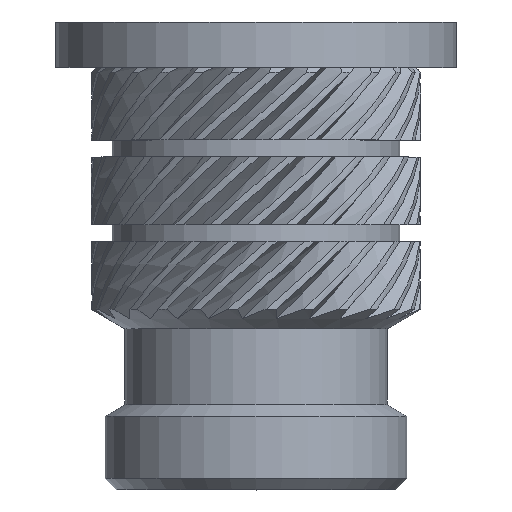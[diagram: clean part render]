
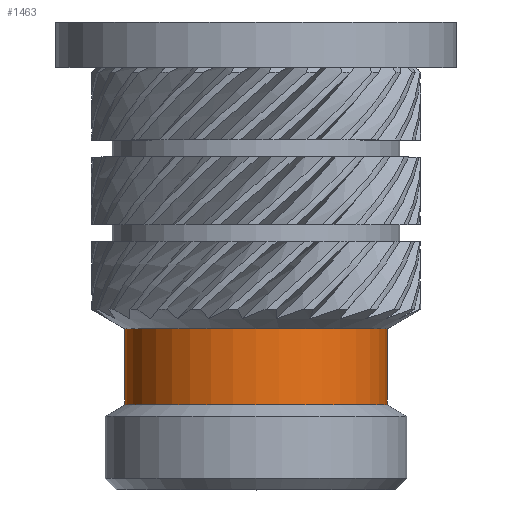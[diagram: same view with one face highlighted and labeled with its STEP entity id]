
A CAD part, top view. The second image highlights one B-rep face of the part: STEP entity #1463.
In plain terms, the highlighted cylindrical face has radius 1.767 mm (diameter 3.534 mm), a partial arc.
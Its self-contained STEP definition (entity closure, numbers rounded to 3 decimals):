
#123 = DIRECTION ( 'NONE',  ( 0., 1., 0. ) ) ;
#215 = CARTESIAN_POINT ( 'NONE',  ( -1.767, -2.273, 0. ) ) ;
#1463 = ADVANCED_FACE ( 'NONE', ( #5952 ), #13360, .T. ) ;
#1505 = EDGE_CURVE ( 'NONE', #1556, #16744, #17785, .T. ) ;
#1556 = VERTEX_POINT ( 'NONE', #5549 ) ;
#3188 = VECTOR ( 'NONE', #123, 1000. ) ;
#3380 = AXIS2_PLACEMENT_3D ( 'NONE', #6261, #6240, #6215 ) ;
#3452 = ORIENTED_EDGE ( 'NONE', *, *, #18807, .T. ) ;
#3600 = DIRECTION ( 'NONE',  ( 0., 1., 0. ) ) ;
#3619 = LINE ( 'NONE', #12438, #11483 ) ;
#3744 = DIRECTION ( 'NONE',  ( 0., 1., 0. ) ) ;
#4143 = ORIENTED_EDGE ( 'NONE', *, *, #17856, .T. ) ;
#5063 = VERTEX_POINT ( 'NONE', #215 ) ;
#5549 = CARTESIAN_POINT ( 'NONE',  ( -1.767, -1.246, 0. ) ) ;
#5952 = FACE_OUTER_BOUND ( 'NONE', #16093, .T. ) ;
#6215 = DIRECTION ( 'NONE',  ( -1., 0., 0. ) ) ;
#6240 = DIRECTION ( 'NONE',  ( 0., 1., 0. ) ) ;
#6261 = CARTESIAN_POINT ( 'NONE',  ( 0., -1.246, 0. ) ) ;
#6688 = CARTESIAN_POINT ( 'NONE',  ( 0., 3.839, 0. ) ) ;
#7101 = CARTESIAN_POINT ( 'NONE',  ( 1.767, -1.246, 0. ) ) ;
#7912 = DIRECTION ( 'NONE',  ( 0., 1., 0. ) ) ;
#8029 = DIRECTION ( 'NONE',  ( -1., 0., 0. ) ) ;
#9395 = CIRCLE ( 'NONE', #13403, 1.767 ) ;
#11017 = LINE ( 'NONE', #17850, #3188 ) ;
#11290 = AXIS2_PLACEMENT_3D ( 'NONE', #6688, #7912, #8029 ) ;
#11483 = VECTOR ( 'NONE', #3600, 1000. ) ;
#12438 = CARTESIAN_POINT ( 'NONE',  ( 1.767, 3.839, 0. ) ) ;
#12586 = CARTESIAN_POINT ( 'NONE',  ( 0., -2.273, 0. ) ) ;
#13360 = CYLINDRICAL_SURFACE ( 'NONE', #11290, 1.767 ) ;
#13403 = AXIS2_PLACEMENT_3D ( 'NONE', #12586, #3744, #14109 ) ;
#14109 = DIRECTION ( 'NONE',  ( -1., 0., 0. ) ) ;
#16034 = ORIENTED_EDGE ( 'NONE', *, *, #16835, .F. ) ;
#16093 = EDGE_LOOP ( 'NONE', ( #3452, #4143, #17383, #16034 ) ) ;
#16672 = VERTEX_POINT ( 'NONE', #17063 ) ;
#16744 = VERTEX_POINT ( 'NONE', #7101 ) ;
#16835 = EDGE_CURVE ( 'NONE', #5063, #1556, #11017, .T. ) ;
#17063 = CARTESIAN_POINT ( 'NONE',  ( 1.767, -2.273, 0. ) ) ;
#17383 = ORIENTED_EDGE ( 'NONE', *, *, #1505, .F. ) ;
#17785 = CIRCLE ( 'NONE', #3380, 1.767 ) ;
#17850 = CARTESIAN_POINT ( 'NONE',  ( -1.767, 3.839, 0. ) ) ;
#17856 = EDGE_CURVE ( 'NONE', #16672, #16744, #3619, .T. ) ;
#18807 = EDGE_CURVE ( 'NONE', #5063, #16672, #9395, .T. ) ;
